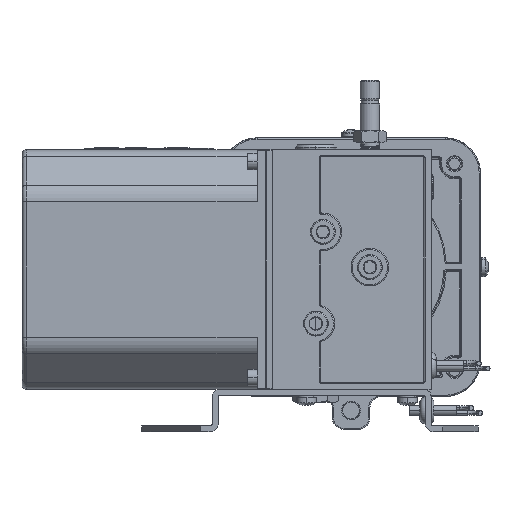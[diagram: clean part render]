
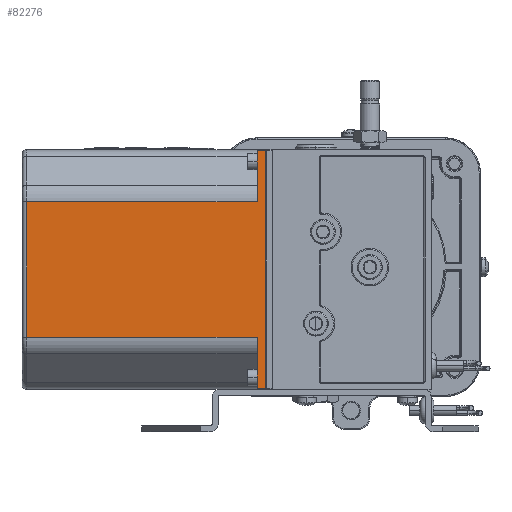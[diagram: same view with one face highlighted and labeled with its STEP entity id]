
A CAD part, front view. The second image highlights one B-rep face of the part: STEP entity #82276.
In plain terms, the highlighted planar face has unit normal (0, -1, 0).
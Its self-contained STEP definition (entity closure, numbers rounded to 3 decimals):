
#2148 = DIRECTION ( 'NONE',  ( -1., 0., 0. ) ) ;
#4951 = VECTOR ( 'NONE', #148798, 1000. ) ;
#13174 = VERTEX_POINT ( 'NONE', #81750 ) ;
#14226 = LINE ( 'NONE', #160173, #168891 ) ;
#14885 = EDGE_CURVE ( 'NONE', #149574, #117622, #126974, .T. ) ;
#15368 = LINE ( 'NONE', #138308, #4951 ) ;
#17070 = ORIENTED_EDGE ( 'NONE', *, *, #73400, .T. ) ;
#24804 = DIRECTION ( 'NONE',  ( 0., 0., -1. ) ) ;
#31242 = CARTESIAN_POINT ( 'NONE',  ( -174., 0., -22.142 ) ) ;
#36816 = CARTESIAN_POINT ( 'NONE',  ( -172., 0., -79.858 ) ) ;
#40620 = DIRECTION ( 'NONE',  ( 0., 0., -1. ) ) ;
#42679 = EDGE_LOOP ( 'NONE', ( #164722, #86357, #162842, #144603, #114324, #65384, #17070, #170751 ) ) ;
#43210 = VECTOR ( 'NONE', #135741, 1000. ) ;
#45324 = CARTESIAN_POINT ( 'NONE',  ( -74., 0., -22.142 ) ) ;
#50682 = DIRECTION ( 'NONE',  ( 1., 0., 0. ) ) ;
#51626 = LINE ( 'NONE', #31242, #43210 ) ;
#57629 = LINE ( 'NONE', #36816, #168297 ) ;
#63200 = VERTEX_POINT ( 'NONE', #116010 ) ;
#64752 = CARTESIAN_POINT ( 'NONE',  ( -70.5, 0., -79.858 ) ) ;
#65073 = LINE ( 'NONE', #93439, #163293 ) ;
#65384 = ORIENTED_EDGE ( 'NONE', *, *, #72811, .T. ) ;
#69243 = CARTESIAN_POINT ( 'NONE',  ( -172., 0., -22.142 ) ) ;
#70782 = PLANE ( 'NONE',  #156666 ) ;
#72811 = EDGE_CURVE ( 'NONE', #84307, #92194, #51626, .T. ) ;
#73400 = EDGE_CURVE ( 'NONE', #92194, #100910, #57629, .T. ) ;
#81750 = CARTESIAN_POINT ( 'NONE',  ( -70.5, 0., -101.5 ) ) ;
#82276 = ADVANCED_FACE ( 'NONE', ( #98124 ), #70782, .F. ) ;
#84307 = VERTEX_POINT ( 'NONE', #45324 ) ;
#86357 = ORIENTED_EDGE ( 'NONE', *, *, #161502, .T. ) ;
#90160 = VECTOR ( 'NONE', #50682, 1000. ) ;
#91520 = VECTOR ( 'NONE', #24804, 1000. ) ;
#92194 = VERTEX_POINT ( 'NONE', #69243 ) ;
#93439 = CARTESIAN_POINT ( 'NONE',  ( -174., 0., -0.5 ) ) ;
#94252 = EDGE_CURVE ( 'NONE', #100910, #149574, #131179, .T. ) ;
#97123 = DIRECTION ( 'NONE',  ( 0., 0., -1. ) ) ;
#98124 = FACE_OUTER_BOUND ( 'NONE', #42679, .T. ) ;
#98593 = LINE ( 'NONE', #129478, #90160 ) ;
#100910 = VERTEX_POINT ( 'NONE', #146785 ) ;
#102842 = DIRECTION ( 'NONE',  ( 0., 0., -1. ) ) ;
#104837 = CARTESIAN_POINT ( 'NONE',  ( -74., 0., -102. ) ) ;
#110454 = DIRECTION ( 'NONE',  ( 0., 1., 0. ) ) ;
#114324 = ORIENTED_EDGE ( 'NONE', *, *, #132295, .T. ) ;
#116010 = CARTESIAN_POINT ( 'NONE',  ( -74., 0., -0.5 ) ) ;
#117622 = VERTEX_POINT ( 'NONE', #123067 ) ;
#123067 = CARTESIAN_POINT ( 'NONE',  ( -74., 0., -101.5 ) ) ;
#123209 = CARTESIAN_POINT ( 'NONE',  ( -74., 0., -79.858 ) ) ;
#126974 = LINE ( 'NONE', #104837, #91520 ) ;
#129478 = CARTESIAN_POINT ( 'NONE',  ( -174., 0., -101.5 ) ) ;
#130506 = VERTEX_POINT ( 'NONE', #149547 ) ;
#131179 = LINE ( 'NONE', #64752, #170817 ) ;
#132295 = EDGE_CURVE ( 'NONE', #63200, #84307, #14226, .T. ) ;
#135741 = DIRECTION ( 'NONE',  ( -1., 0., 0. ) ) ;
#137878 = CARTESIAN_POINT ( 'NONE',  ( -174., 0., -102. ) ) ;
#138308 = CARTESIAN_POINT ( 'NONE',  ( -70.5, 0., -102. ) ) ;
#144603 = ORIENTED_EDGE ( 'NONE', *, *, #170063, .T. ) ;
#146785 = CARTESIAN_POINT ( 'NONE',  ( -172., 0., -79.858 ) ) ;
#148798 = DIRECTION ( 'NONE',  ( 0., 0., 1. ) ) ;
#149547 = CARTESIAN_POINT ( 'NONE',  ( -70.5, 0., -0.5 ) ) ;
#149574 = VERTEX_POINT ( 'NONE', #123209 ) ;
#156666 = AXIS2_PLACEMENT_3D ( 'NONE', #137878, #110454, #97123 ) ;
#158638 = DIRECTION ( 'NONE',  ( 1., 0., 0. ) ) ;
#160173 = CARTESIAN_POINT ( 'NONE',  ( -74., 0., -102. ) ) ;
#161502 = EDGE_CURVE ( 'NONE', #117622, #13174, #98593, .T. ) ;
#162842 = ORIENTED_EDGE ( 'NONE', *, *, #168819, .T. ) ;
#163293 = VECTOR ( 'NONE', #2148, 1000. ) ;
#164722 = ORIENTED_EDGE ( 'NONE', *, *, #14885, .T. ) ;
#168297 = VECTOR ( 'NONE', #102842, 1000. ) ;
#168819 = EDGE_CURVE ( 'NONE', #13174, #130506, #15368, .T. ) ;
#168891 = VECTOR ( 'NONE', #40620, 1000. ) ;
#170063 = EDGE_CURVE ( 'NONE', #130506, #63200, #65073, .T. ) ;
#170751 = ORIENTED_EDGE ( 'NONE', *, *, #94252, .T. ) ;
#170817 = VECTOR ( 'NONE', #158638, 1000. ) ;
